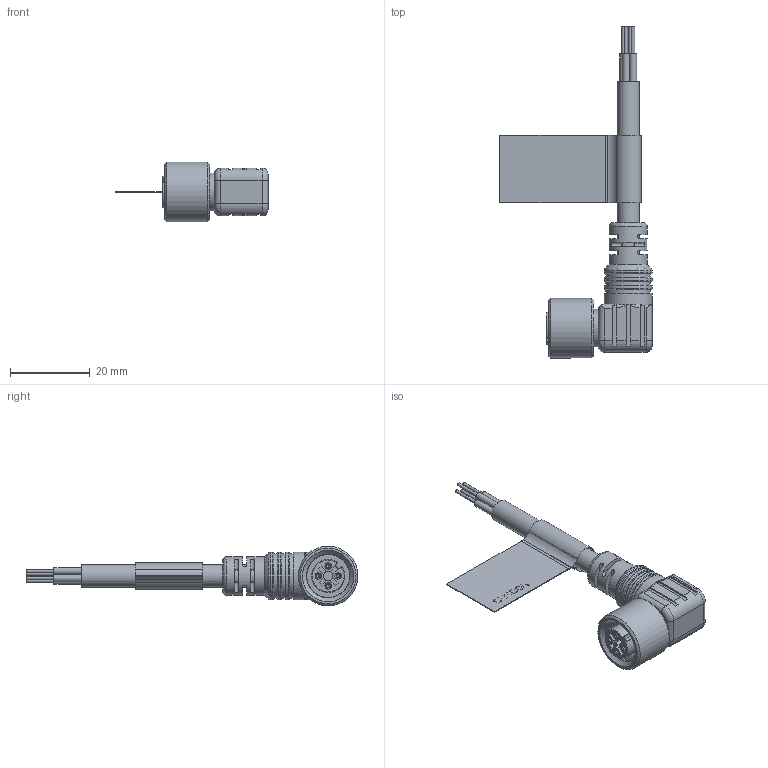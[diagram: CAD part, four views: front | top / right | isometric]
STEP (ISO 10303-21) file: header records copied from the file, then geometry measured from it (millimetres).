
FILE_DESCRIPTION(/* description */ ('Unknown'),/* implementation_level */ '2;1');
FILE_NAME(/* name */ '_PV-C4U1',/* time_stamp */ '2023-03-30T09:24:32+05:00',/* author */ ('Unknown'),/* organization */ ('Unknown'),/* preprocessor_version */ 'ST-DEVELOPER v16.7',/* originating_system */ 'Solid Edge',/* authorisation */ 'Unknown');
FILE_SCHEMA (('AUTOMOTIVE_DESIGN { 1 0 10303 214 3 1 1 }','AUTOMOTIVE_DESIGN {1 0 10303 214 3 1 1}'));
Length unit declared in the file: millimetre
Products named in the file (9): 47.009.000 Ñîåäèíèòåëüíûé êàáåëü ñ îäíèì ðàçúåìîì; Ýòèêåòêà 70õ17 íà êàáåëü Ô6,5; Êîðïóñ ðàçú¸ìà óãëîâîé; Ý6.030 (Êàáåëü) ; Ï6.005.01 Ïëàòà ïå÷àòíàÿ; 47.007.101 Ðîçåòêà êàáåëÿ ñîåäèíèòåëüíîãî; Ä0.014 Äåðæàòåëü; Ý0.023 Ãíåçäî; Ê1.040 Ãàéêà ïðèñîåäèòåëüíàÿ
Assembly tree (11 placements, depth 3):
  47.009.000 Ñîåäèíèòåëüíûé êàáåëü ñ îäíèì ðàçúåìîì
    Ýòèêåòêà 70õ17 íà êàáåëü Ô6,5
    Êîðïóñ ðàçú¸ìà óãëîâîé
    Ý6.030 (Êàáåëü) 
    Ï6.005.01 Ïëàòà ïå÷àòíàÿ
    47.007.101 Ðîçåòêà êàáåëÿ ñîåäèíèòåëüíîãî
      Ä0.014 Äåðæàòåëü
      Ý0.023 Ãíåçäî  x4
      Ê1.040 Ãàéêà ïðèñîåäèòåëüíàÿ
Bounding box: 38.2 x 83.39 x 14.98 mm (x, y, z)
Volume: 6060.8 mm3; surface area: 8548 mm2
Topology: 10 solids, 10 shells, 410 faces, 1001 edges, 652 vertices
Faces by surface type: plane 212, cylinder 136, cone 23, torus 23, bspline 16
Full cylindrical faces by diameter (mm): 0.8 x4, 1 x4, 1.1 x8, 1.2 x4, 1.4 x4, 1.5 x4, 1.62 x4, 1.7 x4, 1.73 x4, 1.8 x8, 2.4 x1, 5.6 x2, 8.2 x2, 9.45 x2, 9.5 x1, 9.6 x1, 9.65 x1, 10.8 x1, 11.2 x3, 12 x4, 13 x1, 15 x1
Entity records: 12202 total; most frequent: CARTESIAN_POINT 4238, DIRECTION 1501, ORIENTED_EDGE 1384, EDGE_CURVE 692, AXIS2_PLACEMENT_3D 577, FACE_BOUND 494, VERTEX_POINT 492, EDGE_LOOP 492
